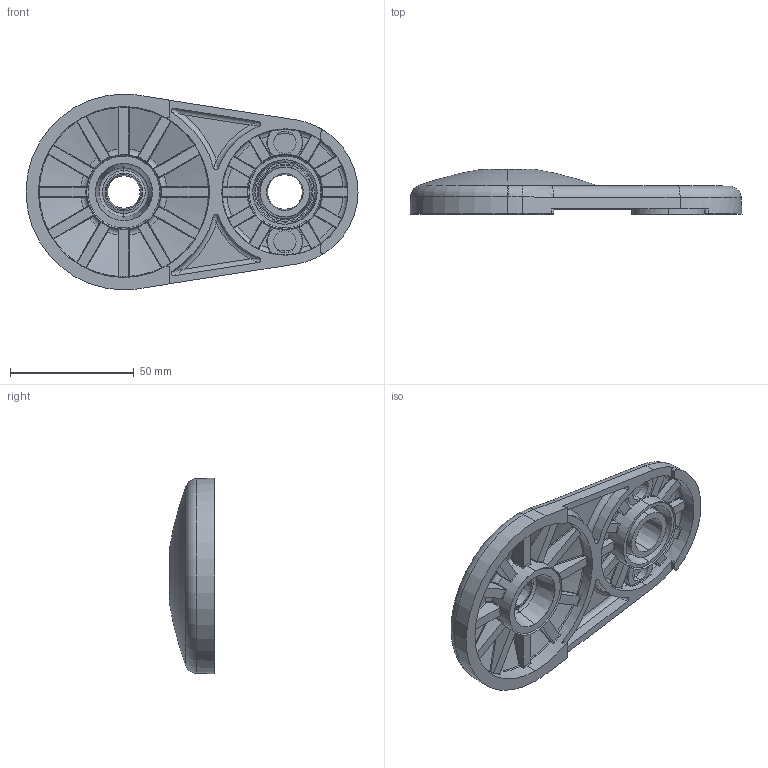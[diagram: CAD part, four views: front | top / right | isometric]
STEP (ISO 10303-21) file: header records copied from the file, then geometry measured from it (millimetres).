
FILE_DESCRIPTION (( 'STEP AP214' ), '1' );
FILE_NAME ('098aa080zs.STEP', '2014-08-12T09:23:50', ( '' ), ( '' ), 'SwSTEP 2.0', 'SolidWorks 2014', '' );
FILE_SCHEMA (( 'AUTOMOTIVE_DESIGN' ));
Length unit declared in the file: millimetre
Products named in the file (1): 098aa080zs
Bounding box: 134 x 18.2 x 79 mm (x, y, z)
Volume: 58725.9 mm3; surface area: 29017.5 mm2
Topology: 1 solids, 1 shells, 515 faces, 1311 edges, 799 vertices
Faces by surface type: cylinder 147, torus 126, bspline 106, plane 102, cone 32, sphere 2
Entity records: 20723 total; most frequent: CARTESIAN_POINT 9052, ORIENTED_EDGE 2610, DIRECTION 2311, EDGE_CURVE 1305, AXIS2_PLACEMENT_3D 980, VERTEX_POINT 799, CIRCLE 570, EDGE_LOOP 526
